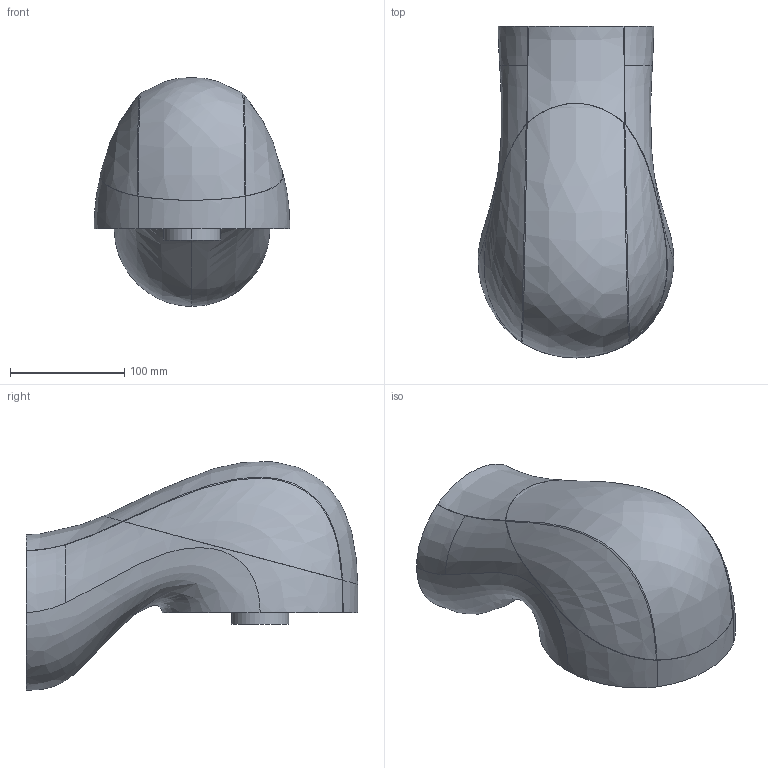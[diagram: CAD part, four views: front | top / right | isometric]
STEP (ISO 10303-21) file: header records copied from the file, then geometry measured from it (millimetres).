
FILE_DESCRIPTION (( 'STEP AP203' ), '1' );
FILE_NAME ('3_Default_sldprt.STEP', '2020-01-09T23:20:52', ( '' ), ( '' ), 'SwSTEP 2.0', 'SolidWorks 2019', '' );
FILE_SCHEMA (( 'CONFIG_CONTROL_DESIGN' ));
Length unit declared in the file: millimetre
Products named in the file (1): 3_Default_sldprt
Bounding box: 170.99 x 290 x 199.91 mm (x, y, z)
Volume: 3948454.3 mm3; surface area: 155987.5 mm2
Topology: 1 solids, 1 shells, 29 faces, 71 edges, 46 vertices
Faces by surface type: bspline 19, plane 6, cylinder 4
Entity records: 7115 total; most frequent: CARTESIAN_POINT 6527, ORIENTED_EDGE 142, EDGE_CURVE 71, B_SPLINE_CURVE_WITH_KNOTS 59, VERTEX_POINT 46, DIRECTION 42, EDGE_LOOP 31, ADVANCED_FACE 29
